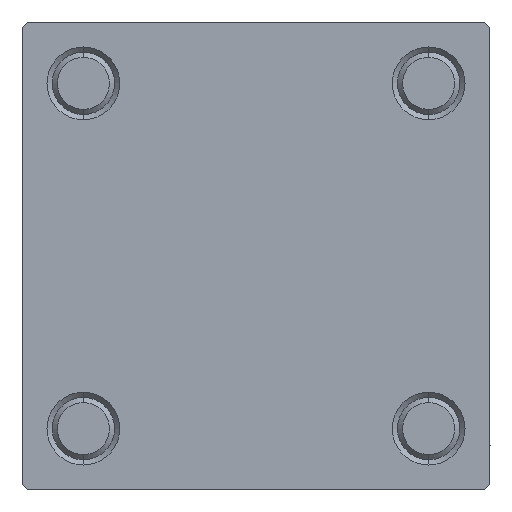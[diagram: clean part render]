
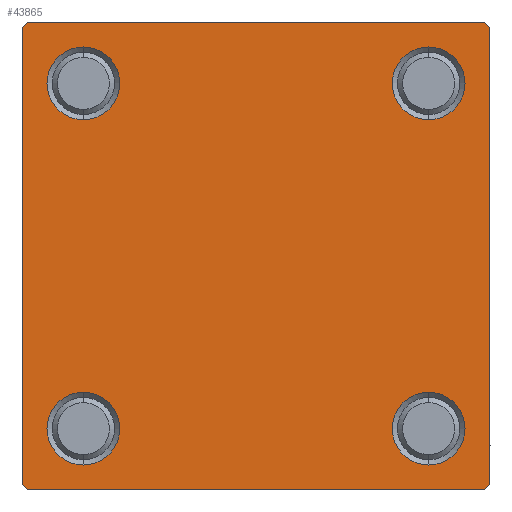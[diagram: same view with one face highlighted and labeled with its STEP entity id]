
A CAD part, left-side view. The second image highlights one B-rep face of the part: STEP entity #43865.
In plain terms, the highlighted planar face has unit normal (-1, 0, 0).
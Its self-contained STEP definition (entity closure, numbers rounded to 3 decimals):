
#36 = DIRECTION ( 'NONE',  ( 0., 0., -1. ) ) ;
#287 = DIRECTION ( 'NONE',  ( 0., -0.707, 0.707 ) ) ;
#297 = CARTESIAN_POINT ( 'NONE',  ( 0., 16.6, -13.1 ) ) ;
#603 = DIRECTION ( 'NONE',  ( 1., 0., 0. ) ) ;
#692 = EDGE_CURVE ( 'NONE', #30143, #38774, #39663, .T. ) ;
#730 = ORIENTED_EDGE ( 'NONE', *, *, #6561, .T. ) ;
#1035 = LINE ( 'NONE', #16409, #2470 ) ;
#1198 = CARTESIAN_POINT ( 'NONE',  ( 0., -22.5, -22. ) ) ;
#1660 = CARTESIAN_POINT ( 'NONE',  ( 0., -22.25, 22.25 ) ) ;
#2053 = LINE ( 'NONE', #17428, #9458 ) ;
#2096 = CARTESIAN_POINT ( 'NONE',  ( 0., -22., -22.5 ) ) ;
#2470 = VECTOR ( 'NONE', #16659, 1000. ) ;
#2669 = CARTESIAN_POINT ( 'NONE',  ( 0., 22.25, 22.25 ) ) ;
#4178 = VERTEX_POINT ( 'NONE', #18320 ) ;
#5203 = DIRECTION ( 'NONE',  ( 0., 0.707, 0.707 ) ) ;
#5382 = EDGE_CURVE ( 'NONE', #16522, #19739, #47705, .T. ) ;
#5480 = EDGE_CURVE ( 'NONE', #38774, #30143, #10648, .T. ) ;
#5550 = CARTESIAN_POINT ( 'NONE',  ( 0., 16.6, 16.6 ) ) ;
#5778 = EDGE_CURVE ( 'NONE', #8147, #31196, #12386, .T. ) ;
#6022 = AXIS2_PLACEMENT_3D ( 'NONE', #25601, #49582, #45539 ) ;
#6075 = DIRECTION ( 'NONE',  ( 0., 0., 1. ) ) ;
#6325 = DIRECTION ( 'NONE',  ( 1., 0., 0. ) ) ;
#6561 = EDGE_CURVE ( 'NONE', #12103, #17815, #41989, .T. ) ;
#6853 = LINE ( 'NONE', #30524, #16936 ) ;
#6873 = LINE ( 'NONE', #42402, #9037 ) ;
#7573 = LINE ( 'NONE', #29755, #24513 ) ;
#7706 = VECTOR ( 'NONE', #5203, 1000. ) ;
#7709 = ORIENTED_EDGE ( 'NONE', *, *, #14962, .T. ) ;
#8147 = VERTEX_POINT ( 'NONE', #2096 ) ;
#8330 = EDGE_CURVE ( 'NONE', #12243, #31196, #6873, .T. ) ;
#8545 = FACE_BOUND ( 'NONE', #44564, .T. ) ;
#9037 = VECTOR ( 'NONE', #36, 1000. ) ;
#9458 = VECTOR ( 'NONE', #47723, 1000. ) ;
#10640 = DIRECTION ( 'NONE',  ( 0., -1., 0. ) ) ;
#10648 = CIRCLE ( 'NONE', #38827, 3.5 ) ;
#10756 = AXIS2_PLACEMENT_3D ( 'NONE', #45094, #21884, #36530 ) ;
#11376 = VERTEX_POINT ( 'NONE', #25093 ) ;
#11804 = EDGE_CURVE ( 'NONE', #17815, #12103, #24416, .T. ) ;
#12103 = VERTEX_POINT ( 'NONE', #24853 ) ;
#12243 = VERTEX_POINT ( 'NONE', #37874 ) ;
#12270 = ORIENTED_EDGE ( 'NONE', *, *, #5778, .T. ) ;
#12386 = LINE ( 'NONE', #20200, #30782 ) ;
#12450 = CARTESIAN_POINT ( 'NONE',  ( 0., 16.6, -16.6 ) ) ;
#12814 = ORIENTED_EDGE ( 'NONE', *, *, #45383, .T. ) ;
#13371 = VERTEX_POINT ( 'NONE', #15123 ) ;
#13479 = CARTESIAN_POINT ( 'NONE',  ( 0., 16.6, -20.1 ) ) ;
#13635 = CARTESIAN_POINT ( 'NONE',  ( 0., -16.6, -16.6 ) ) ;
#14962 = EDGE_CURVE ( 'NONE', #34942, #27160, #7573, .T. ) ;
#15123 = CARTESIAN_POINT ( 'NONE',  ( 0., 22., -22.5 ) ) ;
#15376 = EDGE_CURVE ( 'NONE', #4178, #47244, #42241, .T. ) ;
#15444 = EDGE_LOOP ( 'NONE', ( #7709, #24578, #18585, #12270, #39796, #43147, #23566, #17344 ) ) ;
#16037 = LINE ( 'NONE', #1660, #7706 ) ;
#16175 = AXIS2_PLACEMENT_3D ( 'NONE', #24411, #35273, #30285 ) ;
#16218 = VERTEX_POINT ( 'NONE', #25609 ) ;
#16409 = CARTESIAN_POINT ( 'NONE',  ( 0., 22.5, -22.5 ) ) ;
#16522 = VERTEX_POINT ( 'NONE', #13479 ) ;
#16659 = DIRECTION ( 'NONE',  ( 0., -1., 0. ) ) ;
#16905 = CARTESIAN_POINT ( 'NONE',  ( 0., 16.6, 20.1 ) ) ;
#16936 = VECTOR ( 'NONE', #10640, 1000. ) ;
#17344 = ORIENTED_EDGE ( 'NONE', *, *, #19201, .T. ) ;
#17426 = VECTOR ( 'NONE', #17533, 1000. ) ;
#17428 = CARTESIAN_POINT ( 'NONE',  ( 0., 22.25, -22.25 ) ) ;
#17533 = DIRECTION ( 'NONE',  ( 0., 0.707, -0.707 ) ) ;
#17566 = ORIENTED_EDGE ( 'NONE', *, *, #11804, .T. ) ;
#17815 = VERTEX_POINT ( 'NONE', #16905 ) ;
#18320 = CARTESIAN_POINT ( 'NONE',  ( 0., -16.6, -13.1 ) ) ;
#18358 = EDGE_CURVE ( 'NONE', #12243, #16218, #16037, .T. ) ;
#18546 = ORIENTED_EDGE ( 'NONE', *, *, #5480, .T. ) ;
#18585 = ORIENTED_EDGE ( 'NONE', *, *, #42707, .T. ) ;
#19201 = EDGE_CURVE ( 'NONE', #11376, #34942, #40490, .T. ) ;
#19633 = FACE_OUTER_BOUND ( 'NONE', #15444, .T. ) ;
#19739 = VERTEX_POINT ( 'NONE', #297 ) ;
#20200 = CARTESIAN_POINT ( 'NONE',  ( 0., -22.25, -22.25 ) ) ;
#20392 = FACE_BOUND ( 'NONE', #21107, .T. ) ;
#20438 = DIRECTION ( 'NONE',  ( 1., 0., 0. ) ) ;
#20630 = ORIENTED_EDGE ( 'NONE', *, *, #15376, .T. ) ;
#21107 = EDGE_LOOP ( 'NONE', ( #21780, #18546 ) ) ;
#21405 = CARTESIAN_POINT ( 'NONE',  ( 0., 16.6, -16.6 ) ) ;
#21777 = AXIS2_PLACEMENT_3D ( 'NONE', #13635, #6325, #6075 ) ;
#21780 = ORIENTED_EDGE ( 'NONE', *, *, #692, .T. ) ;
#21848 = EDGE_LOOP ( 'NONE', ( #12814, #46349 ) ) ;
#21884 = DIRECTION ( 'NONE',  ( 1., 0., 0. ) ) ;
#23566 = ORIENTED_EDGE ( 'NONE', *, *, #42522, .F. ) ;
#24194 = CIRCLE ( 'NONE', #21777, 3.5 ) ;
#24411 = CARTESIAN_POINT ( 'NONE',  ( 0., 0., 0. ) ) ;
#24416 = CIRCLE ( 'NONE', #10756, 3.5 ) ;
#24513 = VECTOR ( 'NONE', #30507, 1000. ) ;
#24578 = ORIENTED_EDGE ( 'NONE', *, *, #34550, .T. ) ;
#24853 = CARTESIAN_POINT ( 'NONE',  ( 0., 16.6, 13.1 ) ) ;
#25047 = AXIS2_PLACEMENT_3D ( 'NONE', #21405, #36797, #37552 ) ;
#25093 = CARTESIAN_POINT ( 'NONE',  ( 0., 22., 22.5 ) ) ;
#25262 = DIRECTION ( 'NONE',  ( 1., 0., 0. ) ) ;
#25601 = CARTESIAN_POINT ( 'NONE',  ( 0., -16.6, -16.6 ) ) ;
#25609 = CARTESIAN_POINT ( 'NONE',  ( 0., -22., 22.5 ) ) ;
#25838 = CIRCLE ( 'NONE', #25047, 3.5 ) ;
#26837 = CARTESIAN_POINT ( 'NONE',  ( 0., 22.5, 22. ) ) ;
#27160 = VERTEX_POINT ( 'NONE', #27939 ) ;
#27406 = ORIENTED_EDGE ( 'NONE', *, *, #30759, .T. ) ;
#27429 = PLANE ( 'NONE',  #16175 ) ;
#27939 = CARTESIAN_POINT ( 'NONE',  ( 0., 22.5, -22. ) ) ;
#29689 = CARTESIAN_POINT ( 'NONE',  ( 0., -16.6, 20.1 ) ) ;
#29755 = CARTESIAN_POINT ( 'NONE',  ( 0., 22.5, 22.5 ) ) ;
#30143 = VERTEX_POINT ( 'NONE', #29689 ) ;
#30285 = DIRECTION ( 'NONE',  ( 0., 0., 1. ) ) ;
#30507 = DIRECTION ( 'NONE',  ( 0., 0., -1. ) ) ;
#30524 = CARTESIAN_POINT ( 'NONE',  ( 0., 22.5, 22.5 ) ) ;
#30759 = EDGE_CURVE ( 'NONE', #47244, #4178, #24194, .T. ) ;
#30782 = VECTOR ( 'NONE', #287, 1000. ) ;
#31196 = VERTEX_POINT ( 'NONE', #1198 ) ;
#31223 = FACE_BOUND ( 'NONE', #21848, .T. ) ;
#31894 = EDGE_LOOP ( 'NONE', ( #17566, #730 ) ) ;
#32332 = AXIS2_PLACEMENT_3D ( 'NONE', #5550, #20438, #35823 ) ;
#34550 = EDGE_CURVE ( 'NONE', #27160, #13371, #2053, .T. ) ;
#34942 = VERTEX_POINT ( 'NONE', #26837 ) ;
#35273 = DIRECTION ( 'NONE',  ( -1., 0., 0. ) ) ;
#35823 = DIRECTION ( 'NONE',  ( 0., 0., 1. ) ) ;
#36351 = CARTESIAN_POINT ( 'NONE',  ( 0., -16.6, 13.1 ) ) ;
#36530 = DIRECTION ( 'NONE',  ( 0., 0., 1. ) ) ;
#36628 = CARTESIAN_POINT ( 'NONE',  ( 0., -16.6, -20.1 ) ) ;
#36797 = DIRECTION ( 'NONE',  ( 1., 0., 0. ) ) ;
#37382 = DIRECTION ( 'NONE',  ( 0., 0., 1. ) ) ;
#37552 = DIRECTION ( 'NONE',  ( 0., 0., 1. ) ) ;
#37874 = CARTESIAN_POINT ( 'NONE',  ( 0., -22.5, 22. ) ) ;
#38774 = VERTEX_POINT ( 'NONE', #36351 ) ;
#38827 = AXIS2_PLACEMENT_3D ( 'NONE', #44451, #25262, #37382 ) ;
#39663 = CIRCLE ( 'NONE', #40446, 3.5 ) ;
#39796 = ORIENTED_EDGE ( 'NONE', *, *, #8330, .F. ) ;
#40446 = AXIS2_PLACEMENT_3D ( 'NONE', #45722, #41695, #49523 ) ;
#40451 = AXIS2_PLACEMENT_3D ( 'NONE', #12450, #603, #42714 ) ;
#40490 = LINE ( 'NONE', #2669, #17426 ) ;
#41695 = DIRECTION ( 'NONE',  ( 1., 0., 0. ) ) ;
#41989 = CIRCLE ( 'NONE', #32332, 3.5 ) ;
#42241 = CIRCLE ( 'NONE', #6022, 3.5 ) ;
#42402 = CARTESIAN_POINT ( 'NONE',  ( 0., -22.5, 22.5 ) ) ;
#42522 = EDGE_CURVE ( 'NONE', #11376, #16218, #6853, .T. ) ;
#42707 = EDGE_CURVE ( 'NONE', #13371, #8147, #1035, .T. ) ;
#42714 = DIRECTION ( 'NONE',  ( 0., 0., 1. ) ) ;
#43147 = ORIENTED_EDGE ( 'NONE', *, *, #18358, .T. ) ;
#43865 = ADVANCED_FACE ( 'NONE', ( #20392, #8545, #31223, #47139, #19633 ), #27429, .T. ) ;
#44451 = CARTESIAN_POINT ( 'NONE',  ( 0., -16.6, 16.6 ) ) ;
#44564 = EDGE_LOOP ( 'NONE', ( #20630, #27406 ) ) ;
#45094 = CARTESIAN_POINT ( 'NONE',  ( 0., 16.6, 16.6 ) ) ;
#45383 = EDGE_CURVE ( 'NONE', #19739, #16522, #25838, .T. ) ;
#45539 = DIRECTION ( 'NONE',  ( 0., 0., 1. ) ) ;
#45722 = CARTESIAN_POINT ( 'NONE',  ( 0., -16.6, 16.6 ) ) ;
#46349 = ORIENTED_EDGE ( 'NONE', *, *, #5382, .T. ) ;
#47139 = FACE_BOUND ( 'NONE', #31894, .T. ) ;
#47244 = VERTEX_POINT ( 'NONE', #36628 ) ;
#47705 = CIRCLE ( 'NONE', #40451, 3.5 ) ;
#47723 = DIRECTION ( 'NONE',  ( 0., -0.707, -0.707 ) ) ;
#49523 = DIRECTION ( 'NONE',  ( 0., 0., 1. ) ) ;
#49582 = DIRECTION ( 'NONE',  ( 1., 0., 0. ) ) ;
